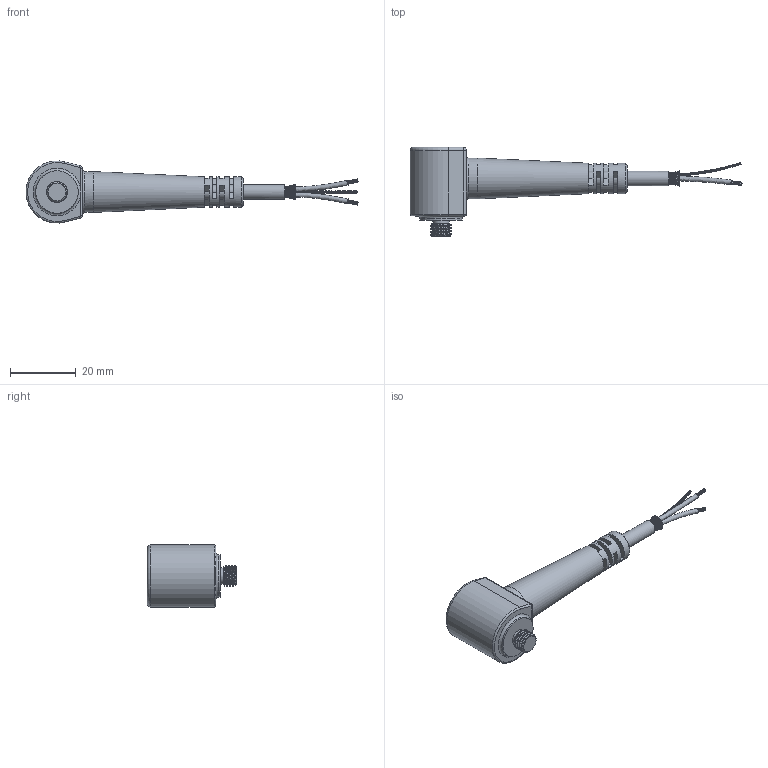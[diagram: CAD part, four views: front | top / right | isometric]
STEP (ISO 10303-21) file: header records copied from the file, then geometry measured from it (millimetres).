
FILE_DESCRIPTION(/* description */ (''),/* implementation_level */ '2;1');
FILE_NAME(/* name */ 'MASTER_SMALL_SIDE_EXIT_INTEGRAL_BLACK.stp',/* time_stamp */ '2017-04-25T16:28:41-04:00',/* author */ ('aneininger'),/* organization */ ('CONNECTION TECHNOLOGY CENTER'),/* preprocessor_version */ 'ST-DEVELOPER v16.5',/* originating_system */ 'Autodesk Inventor 2017',/* authorisation */ '');
FILE_SCHEMA (('AUTOMOTIVE_DESIGN { 1 0 10303 214 3 1 1 }'));
Length unit declared in the file: inch
Products named in the file (1): MASTER_SMALL_SIDE_EXIT_INTEGRAL_BLACK
Bounding box: 101.18 x 27.3 x 18.9 mm (x, y, z)
Volume: 10212.6 mm3; surface area: 4425.8 mm2
Topology: 1 solids, 1 shells, 734 faces, 2786 edges, 1651 vertices
Faces by surface type: bspline 461, plane 177, cylinder 84, torus 6, cone 4, sphere 2
Full cylindrical faces by diameter (mm): 0.127 x19, 0.203 x38, 1.448 x2, 2.921 x1, 3.404 x1, 3.531 x1, 4.445 x1, 5.08 x1, 9.27 x1, 12.446 x1, 12.954 x1
Entity records: 52125 total; most frequent: CARTESIAN_POINT 29873, ORIENTED_EDGE 5332, DIRECTION 4215, EDGE_CURVE 2664, AXIS2_PLACEMENT_3D 2065, CIRCLE 1683, VERTEX_POINT 1640, EDGE_LOOP 878
